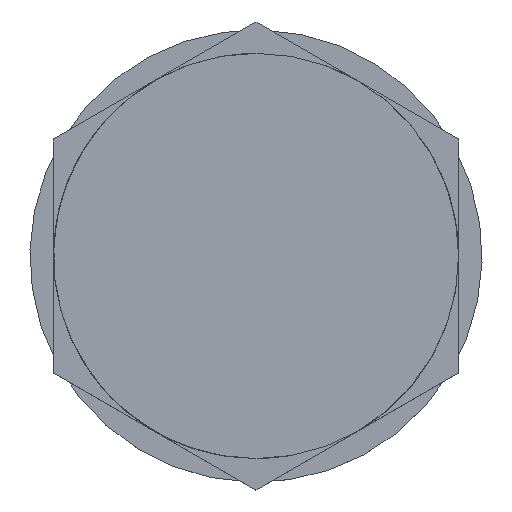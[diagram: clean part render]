
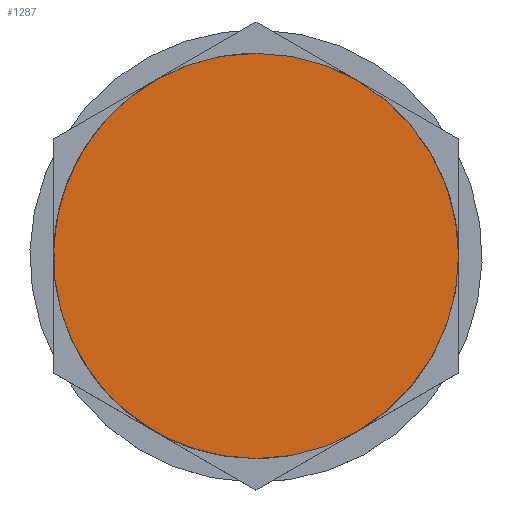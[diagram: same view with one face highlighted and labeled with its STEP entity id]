
A CAD part, top view. The second image highlights one B-rep face of the part: STEP entity #1287.
In plain terms, the highlighted planar face has unit normal (0, 0, 1).
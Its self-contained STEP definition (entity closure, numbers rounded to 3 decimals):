
#1233=AXIS2_PLACEMENT_3D('Circle Axis2P3D',#1231,#1232,$) ;
#1281=AXIS2_PLACEMENT_3D('Plane Axis2P3D',#1278,#1279,#1280) ;
#1221=CARTESIAN_POINT('Vertex',(38.5,5.337,27.5)) ;
#1228=CARTESIAN_POINT('Vertex',(38.5,74.337,27.5)) ;
#1231=CARTESIAN_POINT('Axis2P3D Location',(38.5,39.837,27.5)) ;
#1252=CARTESIAN_POINT('Control Point',(38.5,74.337,27.5)) ;
#1253=CARTESIAN_POINT('Control Point',(33.081,74.337,27.5)) ;
#1254=CARTESIAN_POINT('Control Point',(27.662,73.273,27.5)) ;
#1255=CARTESIAN_POINT('Control Point',(22.521,71.144,27.5)) ;
#1256=CARTESIAN_POINT('Control Point',(13.352,64.985,27.5)) ;
#1257=CARTESIAN_POINT('Control Point',(7.193,55.816,27.5)) ;
#1258=CARTESIAN_POINT('Control Point',(5.064,50.676,27.5)) ;
#1259=CARTESIAN_POINT('Control Point',(2.936,39.837,27.5)) ;
#1260=CARTESIAN_POINT('Control Point',(5.064,28.999,27.5)) ;
#1261=CARTESIAN_POINT('Control Point',(7.193,23.858,27.5)) ;
#1262=CARTESIAN_POINT('Control Point',(13.352,14.69,27.5)) ;
#1263=CARTESIAN_POINT('Control Point',(22.521,8.53,27.5)) ;
#1264=CARTESIAN_POINT('Control Point',(27.662,6.401,27.5)) ;
#1265=CARTESIAN_POINT('Control Point',(33.081,5.337,27.5)) ;
#1266=CARTESIAN_POINT('Control Point',(38.5,5.337,27.5)) ;
#1278=CARTESIAN_POINT('Axis2P3D Location',(38.5,39.837,27.5)) ;
#1232=DIRECTION('Axis2P3D Direction',(0.,0.,1.)) ;
#1279=DIRECTION('Axis2P3D Direction',(0.,0.,1.)) ;
#1280=DIRECTION('Axis2P3D XDirection',(0.,-1.,0.)) ;
#1284=ORIENTED_EDGE('',*,*,#1267,.T.) ;
#1285=ORIENTED_EDGE('',*,*,#1235,.T.) ;
#1287=ADVANCED_FACE('Dichtring-18-BT-0002-83007563X3HI_1\\Volumenk\X2\00F6\X0\rper1',(#1286),#1282,.T.) ;
#1251=B_SPLINE_CURVE_WITH_KNOTS('',5,(#1252,#1253,#1254,#1255,#1256,#1257,#1258,#1259,#1260,#1261,#1262,#1263,#1264,#1265,#1266),.UNSPECIFIED.,.F.,.U.,(6,3,3,3,6),(-54.192,-27.096,0.,27.096,54.192),.UNSPECIFIED.) ;
#1234=CIRCLE('generated circle',#1233,34.5) ;
#1235=EDGE_CURVE('',#1222,#1229,#1234,.T.) ;
#1267=EDGE_CURVE('',#1229,#1222,#1251,.T.) ;
#1283=EDGE_LOOP('',(#1284,#1285)) ;
#1286=FACE_OUTER_BOUND('',#1283,.T.) ;
#1282=PLANE('',#1281) ;
#1222=VERTEX_POINT('',#1221) ;
#1229=VERTEX_POINT('',#1228) ;
